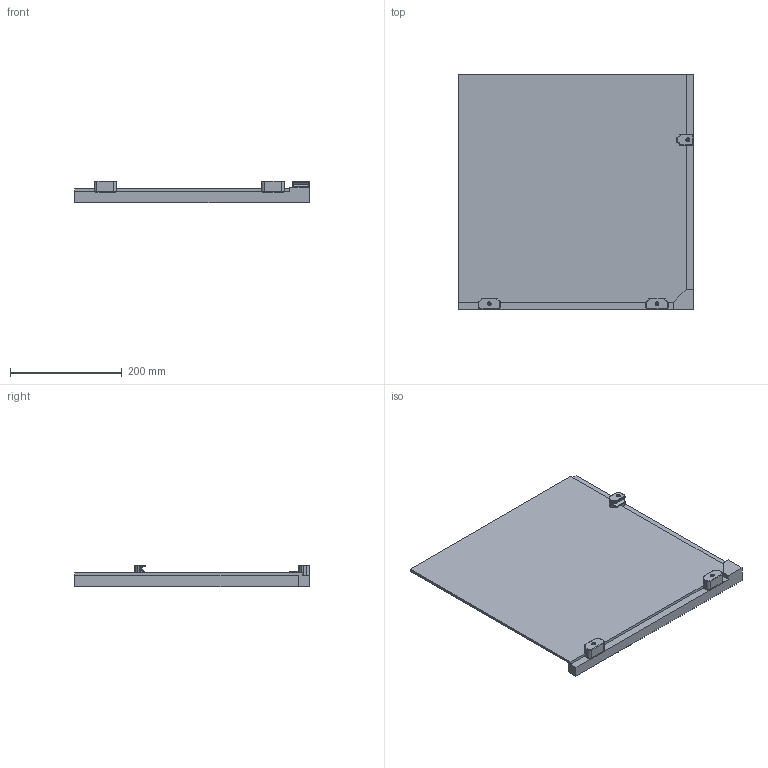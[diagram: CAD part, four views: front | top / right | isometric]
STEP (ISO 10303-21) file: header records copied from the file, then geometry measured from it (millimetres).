
FILE_DESCRIPTION(/* description */ (''),/* implementation_level */ '2;1');
FILE_NAME(/* name */ 'Steel sheet holder v7.step',/* time_stamp */ '2022-09-18T16:13:51+02:00',/* author */ (''),/* organization */ (''),/* preprocessor_version */ 'ST-DEVELOPER v19',/* originating_system */ 'Autodesk Translation Framework v11.7.0.108',/* authorisation */ '');
FILE_SCHEMA (('AUTOMOTIVE_DESIGN { 1 0 10303 214 3 1 1 }'));
Length unit declared in the file: millimetre
Products named in the file (14): Steel sheet holder; Steel shhet holder; 4mm; part_1_4mm; part_2_4mm; part_3_4mm; 5mm; part_1_5mm; part_2_5mm; part_3_5mm; 6mm; part_1_6mm; part_2_6mm; part_3_6mm
Assembly tree (13 placements, depth 4):
  Steel sheet holder
    Steel shhet holder
      4mm
        part_1_4mm
        part_2_4mm
        part_3_4mm
      5mm
        part_1_5mm
        part_2_5mm
        part_3_5mm
      6mm
        part_1_6mm
        part_2_6mm
        part_3_6mm
Bounding box: 420.2 x 420 x 39.24 mm (x, y, z)
Volume: 1251905.9 mm3; surface area: 427267.8 mm2
Topology: 10 solids, 10 shells, 671 faces, 1627 edges, 985 vertices
Faces by surface type: plane 314, cylinder 201, bspline 69, cone 63, torus 24
Full cylindrical faces by diameter (mm): 3.2 x9, 6 x9
Entity records: 21404 total; most frequent: CARTESIAN_POINT 5231, DIRECTION 3397, ORIENTED_EDGE 3254, EDGE_CURVE 1627, AXIS2_PLACEMENT_3D 1209, VERTEX_POINT 985, LINE 979, VECTOR 979
